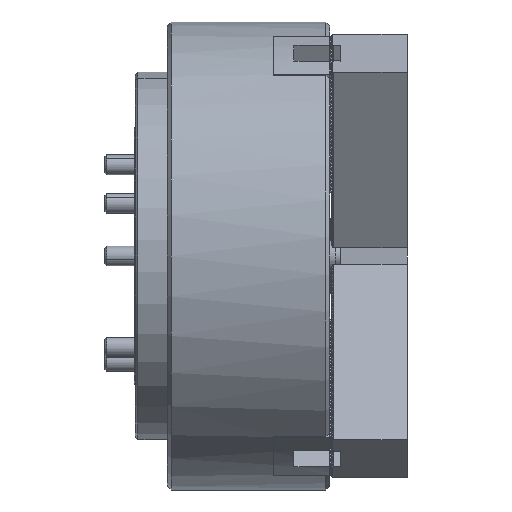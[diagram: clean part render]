
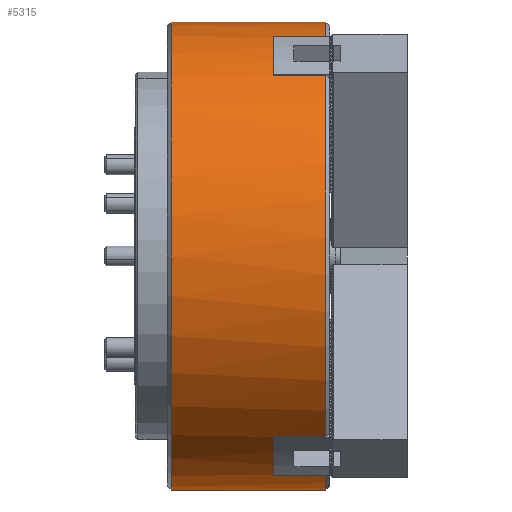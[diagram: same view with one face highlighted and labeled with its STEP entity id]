
A CAD part, front view. The second image highlights one B-rep face of the part: STEP entity #5315.
In plain terms, the highlighted cylindrical face has radius 190.5 mm (diameter 381 mm), a partial arc.
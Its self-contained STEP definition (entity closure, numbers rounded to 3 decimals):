
#616 = ORIENTED_EDGE ( 'NONE', *, *, #13958, .T. ) ;
#3605 = CARTESIAN_POINT ( 'NONE',  ( 129., -120.827, 147.279 ) ) ;
#3624 = ORIENTED_EDGE ( 'NONE', *, *, #55277, .T. ) ;
#5158 = VERTEX_POINT ( 'NONE', #56229 ) ;
#5315 = ADVANCED_FACE ( 'NONE', ( #16606 ), #37408, .T. ) ;
#5543 = CARTESIAN_POINT ( 'NONE',  ( 129., -67.134, -178.279 ) ) ;
#5824 = AXIS2_PLACEMENT_3D ( 'NONE', #33213, #54049, #7332 ) ;
#6955 = VERTEX_POINT ( 'NONE', #12111 ) ;
#7332 = DIRECTION ( 'NONE',  ( 0., 0., -1. ) ) ;
#7380 = CARTESIAN_POINT ( 'NONE',  ( 129., 0., 190.5 ) ) ;
#7476 = DIRECTION ( 'NONE',  ( 0., 0., -1. ) ) ;
#7579 = EDGE_CURVE ( 'NONE', #16316, #42877, #11535, .T. ) ;
#7583 = LINE ( 'NONE', #28357, #57800 ) ;
#8072 = CIRCLE ( 'NONE', #46185, 190.5 ) ;
#8128 = LINE ( 'NONE', #44631, #58539 ) ;
#8198 = ORIENTED_EDGE ( 'NONE', *, *, #24453, .T. ) ;
#9170 = EDGE_CURVE ( 'NONE', #63685, #47832, #59697, .T. ) ;
#9335 = DIRECTION ( 'NONE',  ( 0., 0., -1. ) ) ;
#9721 = ORIENTED_EDGE ( 'NONE', *, *, #28278, .T. ) ;
#10267 = CARTESIAN_POINT ( 'NONE',  ( 129., 0., 0. ) ) ;
#11339 = CIRCLE ( 'NONE', #49470, 190.5 ) ;
#11507 = DIRECTION ( 'NONE',  ( 1., 0., 0. ) ) ;
#11535 = LINE ( 'NONE', #32306, #33356 ) ;
#12057 = LINE ( 'NONE', #32826, #67333 ) ;
#12111 = CARTESIAN_POINT ( 'NONE',  ( 129., 0., -190.5 ) ) ;
#13958 = EDGE_CURVE ( 'NONE', #42877, #59197, #35207, .T. ) ;
#15882 = LINE ( 'NONE', #36681, #43715 ) ;
#15953 = DIRECTION ( 'NONE',  ( 1., 0., 0. ) ) ;
#16237 = DIRECTION ( 'NONE',  ( 0., 0., 1. ) ) ;
#16316 = VERTEX_POINT ( 'NONE', #27214 ) ;
#16477 = CARTESIAN_POINT ( 'NONE',  ( 129., -67.134, 178.279 ) ) ;
#16606 = FACE_OUTER_BOUND ( 'NONE', #31550, .T. ) ;
#18632 = DIRECTION ( 'NONE',  ( 0., 0., -1. ) ) ;
#19385 = CIRCLE ( 'NONE', #57503, 190.5 ) ;
#19598 = CARTESIAN_POINT ( 'NONE',  ( 3., 0., 190.5 ) ) ;
#20486 = CARTESIAN_POINT ( 'NONE',  ( 86., -120.827, 147.279 ) ) ;
#22260 = AXIS2_PLACEMENT_3D ( 'NONE', #58247, #11507, #32277 ) ;
#24453 = EDGE_CURVE ( 'NONE', #6955, #33145, #19385, .T. ) ;
#25788 = AXIS2_PLACEMENT_3D ( 'NONE', #44567, #65415, #18632 ) ;
#27214 = CARTESIAN_POINT ( 'NONE',  ( 86., -67.134, 178.279 ) ) ;
#27377 = EDGE_CURVE ( 'NONE', #33145, #43052, #7583, .T. ) ;
#28278 = EDGE_CURVE ( 'NONE', #42697, #37764, #15882, .T. ) ;
#28357 = CARTESIAN_POINT ( 'NONE',  ( 160.494, -67.134, -178.279 ) ) ;
#30233 = AXIS2_PLACEMENT_3D ( 'NONE', #42158, #63003, #16237 ) ;
#30671 = CARTESIAN_POINT ( 'NONE',  ( 3., 0., -190.5 ) ) ;
#31033 = DIRECTION ( 'NONE',  ( -1., 0., 0. ) ) ;
#31550 = EDGE_LOOP ( 'NONE', ( #33317, #62015, #43215, #8198, #41407, #41542, #42560, #3624, #9721, #58680, #60919, #616 ) ) ;
#32112 = EDGE_CURVE ( 'NONE', #47832, #6955, #8128, .T. ) ;
#32277 = DIRECTION ( 'NONE',  ( 0., 0., -1. ) ) ;
#32306 = CARTESIAN_POINT ( 'NONE',  ( 160.494, -67.134, 178.279 ) ) ;
#32456 = CARTESIAN_POINT ( 'NONE',  ( 129., -120.827, -147.279 ) ) ;
#32826 = CARTESIAN_POINT ( 'NONE',  ( 160.494, -120.827, -147.279 ) ) ;
#33145 = VERTEX_POINT ( 'NONE', #5543 ) ;
#33213 = CARTESIAN_POINT ( 'NONE',  ( 129., 0., 0. ) ) ;
#33317 = ORIENTED_EDGE ( 'NONE', *, *, #38277, .F. ) ;
#33356 = VECTOR ( 'NONE', #53142, 1000. ) ;
#33358 = CARTESIAN_POINT ( 'NONE',  ( 86., 0., 0. ) ) ;
#34183 = CARTESIAN_POINT ( 'NONE',  ( 86., -67.134, -178.279 ) ) ;
#35207 = CIRCLE ( 'NONE', #5824, 190.5 ) ;
#35231 = CARTESIAN_POINT ( 'NONE',  ( 129., 0., 0. ) ) ;
#36275 = VERTEX_POINT ( 'NONE', #32456 ) ;
#36681 = CARTESIAN_POINT ( 'NONE',  ( 160.494, -120.827, 147.279 ) ) ;
#37408 = CYLINDRICAL_SURFACE ( 'NONE', #22260, 190.5 ) ;
#37764 = VERTEX_POINT ( 'NONE', #20486 ) ;
#38277 = EDGE_CURVE ( 'NONE', #63685, #59197, #41869, .T. ) ;
#41407 = ORIENTED_EDGE ( 'NONE', *, *, #27377, .T. ) ;
#41542 = ORIENTED_EDGE ( 'NONE', *, *, #66014, .T. ) ;
#41869 = LINE ( 'NONE', #62705, #64872 ) ;
#42158 = CARTESIAN_POINT ( 'NONE',  ( 3., 0., 0. ) ) ;
#42560 = ORIENTED_EDGE ( 'NONE', *, *, #42933, .T. ) ;
#42697 = VERTEX_POINT ( 'NONE', #3605 ) ;
#42877 = VERTEX_POINT ( 'NONE', #16477 ) ;
#42933 = EDGE_CURVE ( 'NONE', #5158, #36275, #12057, .T. ) ;
#43052 = VERTEX_POINT ( 'NONE', #34183 ) ;
#43215 = ORIENTED_EDGE ( 'NONE', *, *, #32112, .T. ) ;
#43715 = VECTOR ( 'NONE', #57522, 1000. ) ;
#44567 = CARTESIAN_POINT ( 'NONE',  ( 86., 0., 0. ) ) ;
#44631 = CARTESIAN_POINT ( 'NONE',  ( 160.494, 0., -190.5 ) ) ;
#46185 = AXIS2_PLACEMENT_3D ( 'NONE', #33358, #54204, #7476 ) ;
#47832 = VERTEX_POINT ( 'NONE', #30671 ) ;
#48599 = EDGE_CURVE ( 'NONE', #37764, #16316, #55246, .T. ) ;
#49175 = DIRECTION ( 'NONE',  ( -1., 0., 0. ) ) ;
#49470 = AXIS2_PLACEMENT_3D ( 'NONE', #10267, #31033, #51870 ) ;
#51870 = DIRECTION ( 'NONE',  ( 0., 0., -1. ) ) ;
#53142 = DIRECTION ( 'NONE',  ( 1., 0., 0. ) ) ;
#53654 = DIRECTION ( 'NONE',  ( 1., 0., 0. ) ) ;
#54049 = DIRECTION ( 'NONE',  ( -1., 0., 0. ) ) ;
#54204 = DIRECTION ( 'NONE',  ( -1., 0., 0. ) ) ;
#55246 = CIRCLE ( 'NONE', #25788, 190.5 ) ;
#55277 = EDGE_CURVE ( 'NONE', #36275, #42697, #11339, .T. ) ;
#56058 = DIRECTION ( 'NONE',  ( -1., 0., 0. ) ) ;
#56229 = CARTESIAN_POINT ( 'NONE',  ( 86., -120.827, -147.279 ) ) ;
#57503 = AXIS2_PLACEMENT_3D ( 'NONE', #35231, #56058, #9335 ) ;
#57522 = DIRECTION ( 'NONE',  ( -1., 0., 0. ) ) ;
#57800 = VECTOR ( 'NONE', #49175, 1000. ) ;
#58247 = CARTESIAN_POINT ( 'NONE',  ( 160.494, 0., 0. ) ) ;
#58539 = VECTOR ( 'NONE', #65481, 1000. ) ;
#58680 = ORIENTED_EDGE ( 'NONE', *, *, #48599, .T. ) ;
#59197 = VERTEX_POINT ( 'NONE', #7380 ) ;
#59697 = CIRCLE ( 'NONE', #30233, 190.5 ) ;
#60919 = ORIENTED_EDGE ( 'NONE', *, *, #7579, .T. ) ;
#62015 = ORIENTED_EDGE ( 'NONE', *, *, #9170, .T. ) ;
#62705 = CARTESIAN_POINT ( 'NONE',  ( 160.494, 0., 190.5 ) ) ;
#63003 = DIRECTION ( 'NONE',  ( 1., 0., 0. ) ) ;
#63685 = VERTEX_POINT ( 'NONE', #19598 ) ;
#64872 = VECTOR ( 'NONE', #15953, 1000. ) ;
#65415 = DIRECTION ( 'NONE',  ( -1., 0., 0. ) ) ;
#65481 = DIRECTION ( 'NONE',  ( 1., 0., 0. ) ) ;
#66014 = EDGE_CURVE ( 'NONE', #43052, #5158, #8072, .T. ) ;
#67333 = VECTOR ( 'NONE', #53654, 1000. ) ;
